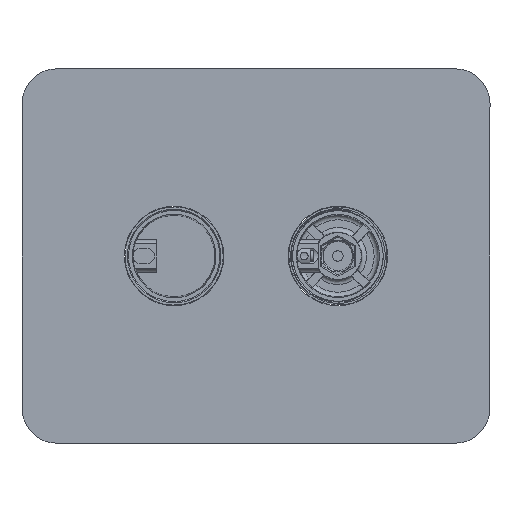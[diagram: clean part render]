
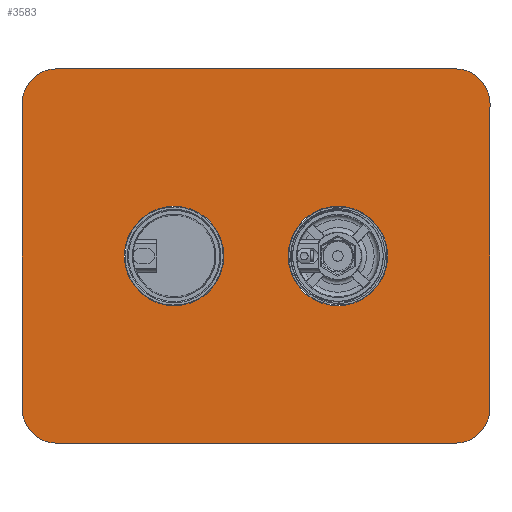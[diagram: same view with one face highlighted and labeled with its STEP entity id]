
A CAD part, left-side view. The second image highlights one B-rep face of the part: STEP entity #3583.
In plain terms, the highlighted planar face has unit normal (-1, 0, 0).
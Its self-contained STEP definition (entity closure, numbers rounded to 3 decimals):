
#270 = ORIENTED_EDGE ( 'NONE', *, *, #2904, .F. ) ;
#308 = ORIENTED_EDGE ( 'NONE', *, *, #8785, .T. ) ;
#357 = CARTESIAN_POINT ( 'NONE',  ( 70.786, 0., 0. ) ) ;
#638 = CARTESIAN_POINT ( 'NONE',  ( 70.786, 70., 21.25 ) ) ;
#753 = EDGE_LOOP ( 'NONE', ( #270 ) ) ;
#764 = VERTEX_POINT ( 'NONE', #3576 ) ;
#1101 = DIRECTION ( 'NONE',  ( -1., 0., 0. ) ) ;
#1150 = DIRECTION ( 'NONE',  ( -1., 0., 0. ) ) ;
#1153 = LINE ( 'NONE', #4380, #3785 ) ;
#1190 = CARTESIAN_POINT ( 'NONE',  ( 70.786, -50., -65. ) ) ;
#1367 = ORIENTED_EDGE ( 'NONE', *, *, #5695, .T. ) ;
#1368 = DIRECTION ( 'NONE',  ( 0., 0., 1. ) ) ;
#1437 = CARTESIAN_POINT ( 'NONE',  ( 70.786, -65., -65. ) ) ;
#1500 = DIRECTION ( 'NONE',  ( 0., 0., 1. ) ) ;
#1624 = AXIS2_PLACEMENT_3D ( 'NONE', #1190, #6274, #6339 ) ;
#1663 = CIRCLE ( 'NONE', #9500, 15. ) ;
#1691 = ORIENTED_EDGE ( 'NONE', *, *, #1807, .T. ) ;
#1785 = ORIENTED_EDGE ( 'NONE', *, *, #3456, .T. ) ;
#1807 = EDGE_CURVE ( 'NONE', #4317, #4347, #4290, .T. ) ;
#1876 = VERTEX_POINT ( 'NONE', #6788 ) ;
#1921 = EDGE_LOOP ( 'NONE', ( #1691, #1367, #2538, #1785, #3850, #7513, #9207, #308 ) ) ;
#1931 = VERTEX_POINT ( 'NONE', #6069 ) ;
#2054 = EDGE_CURVE ( 'NONE', #1931, #764, #6012, .T. ) ;
#2415 = VERTEX_POINT ( 'NONE', #9271 ) ;
#2473 = DIRECTION ( 'NONE',  ( -1., 0., 0. ) ) ;
#2504 = CARTESIAN_POINT ( 'NONE',  ( 70.786, 70., 0. ) ) ;
#2538 = ORIENTED_EDGE ( 'NONE', *, *, #4616, .T. ) ;
#2633 = CIRCLE ( 'NONE', #1624, 15. ) ;
#2890 = FACE_OUTER_BOUND ( 'NONE', #1921, .T. ) ;
#2904 = EDGE_CURVE ( 'NONE', #6375, #6375, #6924, .T. ) ;
#3101 = EDGE_CURVE ( 'NONE', #2415, #1931, #7616, .T. ) ;
#3286 = DIRECTION ( 'NONE',  ( 0., 0., 1. ) ) ;
#3456 = EDGE_CURVE ( 'NONE', #8574, #5852, #9346, .T. ) ;
#3576 = CARTESIAN_POINT ( 'NONE',  ( 70.786, 135., -65. ) ) ;
#3583 = ADVANCED_FACE ( 'NONE', ( #4867, #7390, #2890 ), #7657, .T. ) ;
#3606 = CARTESIAN_POINT ( 'NONE',  ( 70.786, -65., -80. ) ) ;
#3663 = CARTESIAN_POINT ( 'NONE',  ( 70.786, 120., 65. ) ) ;
#3785 = VECTOR ( 'NONE', #8985, 1000. ) ;
#3803 = CARTESIAN_POINT ( 'NONE',  ( 70.786, 135., -80. ) ) ;
#3850 = ORIENTED_EDGE ( 'NONE', *, *, #5441, .T. ) ;
#3868 = VERTEX_POINT ( 'NONE', #1437 ) ;
#3887 = AXIS2_PLACEMENT_3D ( 'NONE', #6938, #1150, #3286 ) ;
#3959 = AXIS2_PLACEMENT_3D ( 'NONE', #2504, #5378, #9050 ) ;
#4114 = DIRECTION ( 'NONE',  ( 0., 0., 1. ) ) ;
#4290 = LINE ( 'NONE', #3803, #8662 ) ;
#4317 = VERTEX_POINT ( 'NONE', #5127 ) ;
#4347 = VERTEX_POINT ( 'NONE', #8022 ) ;
#4380 = CARTESIAN_POINT ( 'NONE',  ( 70.786, -65., 80. ) ) ;
#4616 = EDGE_CURVE ( 'NONE', #3868, #8574, #4851, .T. ) ;
#4851 = LINE ( 'NONE', #3606, #6120 ) ;
#4867 = FACE_BOUND ( 'NONE', #5489, .T. ) ;
#5127 = CARTESIAN_POINT ( 'NONE',  ( 70.786, 120., -80. ) ) ;
#5378 = DIRECTION ( 'NONE',  ( -1., 0., 0. ) ) ;
#5441 = EDGE_CURVE ( 'NONE', #5852, #2415, #1153, .T. ) ;
#5478 = DIRECTION ( 'NONE',  ( 0., 0., 1. ) ) ;
#5489 = EDGE_LOOP ( 'NONE', ( #6666 ) ) ;
#5554 = VECTOR ( 'NONE', #7127, 1000. ) ;
#5555 = CARTESIAN_POINT ( 'NONE',  ( 70.786, 120., -65. ) ) ;
#5695 = EDGE_CURVE ( 'NONE', #4347, #3868, #2633, .T. ) ;
#5699 = AXIS2_PLACEMENT_3D ( 'NONE', #357, #1101, #5478 ) ;
#5740 = CARTESIAN_POINT ( 'NONE',  ( 70.786, -50., 80. ) ) ;
#5852 = VERTEX_POINT ( 'NONE', #5740 ) ;
#5927 = CIRCLE ( 'NONE', #5699, 21.25 ) ;
#5994 = DIRECTION ( 'NONE',  ( 0., -1., 0. ) ) ;
#6012 = LINE ( 'NONE', #6387, #5554 ) ;
#6069 = CARTESIAN_POINT ( 'NONE',  ( 70.786, 135., 65. ) ) ;
#6120 = VECTOR ( 'NONE', #1500, 1000. ) ;
#6274 = DIRECTION ( 'NONE',  ( -1., 0., 0. ) ) ;
#6335 = DIRECTION ( 'NONE',  ( -1., 0., 0. ) ) ;
#6339 = DIRECTION ( 'NONE',  ( 0., 0., 1. ) ) ;
#6375 = VERTEX_POINT ( 'NONE', #638 ) ;
#6387 = CARTESIAN_POINT ( 'NONE',  ( 70.786, 135., 80. ) ) ;
#6606 = DIRECTION ( 'NONE',  ( -1., 0., 0. ) ) ;
#6666 = ORIENTED_EDGE ( 'NONE', *, *, #8227, .F. ) ;
#6723 = CARTESIAN_POINT ( 'NONE',  ( 70.786, -65., 65. ) ) ;
#6788 = CARTESIAN_POINT ( 'NONE',  ( 70.786, 0., 21.25 ) ) ;
#6924 = CIRCLE ( 'NONE', #3887, 21.25 ) ;
#6938 = CARTESIAN_POINT ( 'NONE',  ( 70.786, 70., 0. ) ) ;
#7127 = DIRECTION ( 'NONE',  ( 0., 0., -1. ) ) ;
#7214 = CARTESIAN_POINT ( 'NONE',  ( 70.786, -50., 65. ) ) ;
#7390 = FACE_BOUND ( 'NONE', #753, .T. ) ;
#7513 = ORIENTED_EDGE ( 'NONE', *, *, #3101, .T. ) ;
#7616 = CIRCLE ( 'NONE', #9503, 15. ) ;
#7629 = DIRECTION ( 'NONE',  ( 0., 0., 1. ) ) ;
#7657 = PLANE ( 'NONE',  #3959 ) ;
#8022 = CARTESIAN_POINT ( 'NONE',  ( 70.786, -50., -80. ) ) ;
#8227 = EDGE_CURVE ( 'NONE', #1876, #1876, #5927, .T. ) ;
#8574 = VERTEX_POINT ( 'NONE', #6723 ) ;
#8662 = VECTOR ( 'NONE', #5994, 1000. ) ;
#8785 = EDGE_CURVE ( 'NONE', #764, #4317, #1663, .T. ) ;
#8985 = DIRECTION ( 'NONE',  ( 0., 1., 0. ) ) ;
#9050 = DIRECTION ( 'NONE',  ( 0., 0., 1. ) ) ;
#9137 = AXIS2_PLACEMENT_3D ( 'NONE', #7214, #2473, #7629 ) ;
#9207 = ORIENTED_EDGE ( 'NONE', *, *, #2054, .T. ) ;
#9271 = CARTESIAN_POINT ( 'NONE',  ( 70.786, 120., 80. ) ) ;
#9346 = CIRCLE ( 'NONE', #9137, 15. ) ;
#9500 = AXIS2_PLACEMENT_3D ( 'NONE', #5555, #6335, #4114 ) ;
#9503 = AXIS2_PLACEMENT_3D ( 'NONE', #3663, #6606, #1368 ) ;
